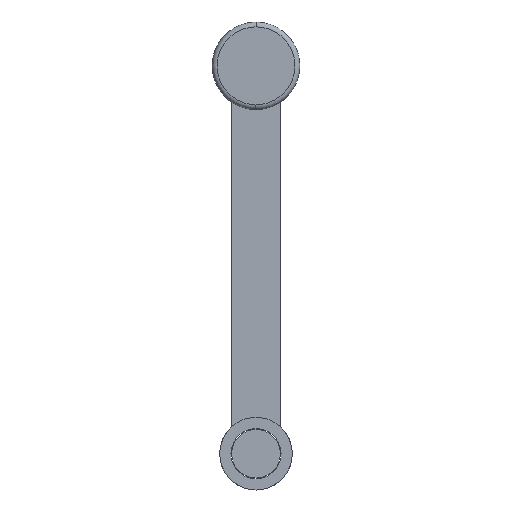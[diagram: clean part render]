
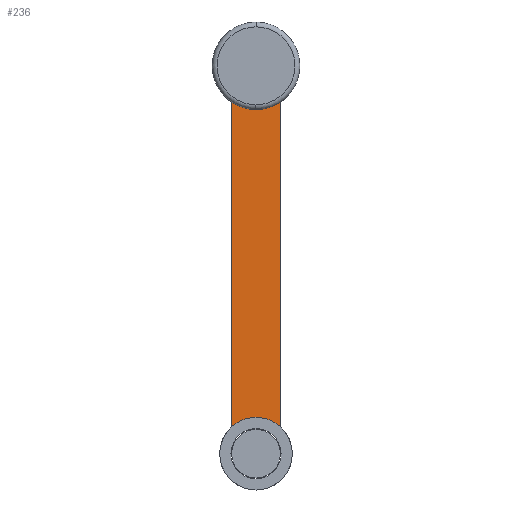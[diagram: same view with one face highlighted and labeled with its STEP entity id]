
A CAD part, left-side view. The second image highlights one B-rep face of the part: STEP entity #236.
In plain terms, the highlighted planar face has unit normal (-1, 0, 0).
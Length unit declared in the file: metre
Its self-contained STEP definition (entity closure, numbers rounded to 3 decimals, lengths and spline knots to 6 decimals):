
#236 = ADVANCED_FACE( '', ( #304 ), #305, .T. );
#304 = FACE_OUTER_BOUND( '', #370, .T. );
#305 = PLANE( '', #371 );
#370 = EDGE_LOOP( '', ( #538, #539, #540, #541, #542, #543 ) );
#371 = AXIS2_PLACEMENT_3D( '', #544, #545, #546 );
#538 = ORIENTED_EDGE( '', *, *, #655, .T. );
#539 = ORIENTED_EDGE( '', *, *, #656, .T. );
#540 = ORIENTED_EDGE( '', *, *, #657, .T. );
#541 = ORIENTED_EDGE( '', *, *, #658, .T. );
#542 = ORIENTED_EDGE( '', *, *, #618, .F. );
#543 = ORIENTED_EDGE( '', *, *, #617, .T. );
#544 = CARTESIAN_POINT( '', ( -0.008357, 0., 0. ) );
#545 = DIRECTION( '', ( -1., 0., 0. ) );
#546 = DIRECTION( '', ( 0., 0., 1. ) );
#617 = EDGE_CURVE( '', #687, #688, #689, .T. );
#618 = EDGE_CURVE( '', #687, #690, #691, .T. );
#655 = EDGE_CURVE( '', #688, #749, #750, .T. );
#656 = EDGE_CURVE( '', #749, #751, #752, .T. );
#657 = EDGE_CURVE( '', #751, #753, #754, .T. );
#658 = EDGE_CURVE( '', #753, #690, #755, .T. );
#687 = VERTEX_POINT( '', #793 );
#688 = VERTEX_POINT( '', #794 );
#689 = CIRCLE( '', #795, 0.015 );
#690 = VERTEX_POINT( '', #796 );
#691 = CIRCLE( '', #797, 0.015 );
#749 = VERTEX_POINT( '', #865 );
#750 = LINE( '', #866, #867 );
#751 = VERTEX_POINT( '', #868 );
#752 = CIRCLE( '', #869, 0.014904 );
#753 = VERTEX_POINT( '', #870 );
#754 = CIRCLE( '', #871, 0.014904 );
#755 = LINE( '', #872, #873 );
#793 = CARTESIAN_POINT( '', ( -0.008357, 0., 0.144334 ) );
#794 = CARTESIAN_POINT( '', ( -0.008357, 0.01, 0.148153 ) );
#795 = AXIS2_PLACEMENT_3D( '', #921, #922, #923 );
#796 = CARTESIAN_POINT( '', ( -0.008357, -0.01, 0.148153 ) );
#797 = AXIS2_PLACEMENT_3D( '', #924, #925, #926 );
#865 = CARTESIAN_POINT( '', ( -0.008357, 0.01, 0.011051 ) );
#866 = CARTESIAN_POINT( '', ( -0.008357, 0.01, 0.142254 ) );
#867 = VECTOR( '', #1015, 1. );
#868 = CARTESIAN_POINT( '', ( -0.008357, 0., 0.014904 ) );
#869 = AXIS2_PLACEMENT_3D( '', #1016, #1017, #1018 );
#870 = CARTESIAN_POINT( '', ( -0.008357, -0.01, 0.011051 ) );
#871 = AXIS2_PLACEMENT_3D( '', #1019, #1020, #1021 );
#872 = CARTESIAN_POINT( '', ( -0.008357, -0.01, 0.142254 ) );
#873 = VECTOR( '', #1022, 1. );
#921 = CARTESIAN_POINT( '', ( -0.008357, 0., 0.159334 ) );
#922 = DIRECTION( '', ( 1., 0., 0. ) );
#923 = DIRECTION( '', ( 0., 0., 1. ) );
#924 = CARTESIAN_POINT( '', ( -0.008357, 0., 0.159334 ) );
#925 = DIRECTION( '', ( -1., 0., 0. ) );
#926 = DIRECTION( '', ( 0., 0., 1. ) );
#1015 = DIRECTION( '', ( 0., 0., -1. ) );
#1016 = CARTESIAN_POINT( '', ( -0.008357, 0., 0. ) );
#1017 = DIRECTION( '', ( 1., 0., 0. ) );
#1018 = DIRECTION( '', ( 0., 0., 1. ) );
#1019 = CARTESIAN_POINT( '', ( -0.008357, 0., 0. ) );
#1020 = DIRECTION( '', ( 1., 0., 0. ) );
#1021 = DIRECTION( '', ( 0., 0., 1. ) );
#1022 = DIRECTION( '', ( 0., 0., 1. ) );
